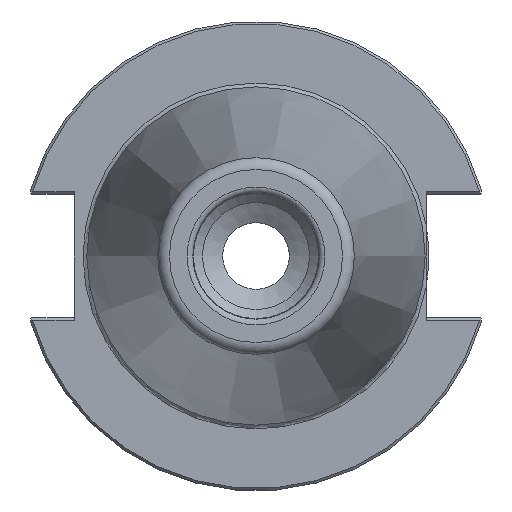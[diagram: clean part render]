
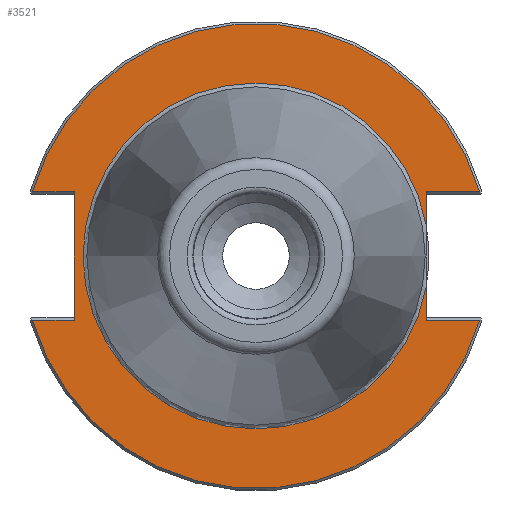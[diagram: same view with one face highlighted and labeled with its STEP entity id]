
A CAD part, left-side view. The second image highlights one B-rep face of the part: STEP entity #3521.
In plain terms, the highlighted planar face has unit normal (-1, 0, 0).
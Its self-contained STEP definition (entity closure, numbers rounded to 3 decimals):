
#189=PLANE('',#3861);
#322=FACE_OUTER_BOUND('',#523,.T.);
#523=EDGE_LOOP('',(#2830,#2831,#2832,#2833,#2834,#2835,#2836,#2837,#2838,
#2839,#2840));
#727=CIRCLE('',#3812,35.9);
#729=CIRCLE('',#3814,35.9);
#746=CIRCLE('',#3855,48.25);
#748=CIRCLE('',#3862,48.25);
#910=LINE('',#5947,#1125);
#912=LINE('',#5950,#1127);
#920=LINE('',#5968,#1135);
#933=LINE('',#6024,#1148);
#936=LINE('',#6031,#1151);
#945=LINE('',#6100,#1160);
#948=LINE('',#6124,#1163);
#1125=VECTOR('',#4514,10.);
#1127=VECTOR('',#4516,10.);
#1135=VECTOR('',#4528,10.);
#1148=VECTOR('',#4563,10.);
#1151=VECTOR('',#4568,10.);
#1160=VECTOR('',#4599,10.);
#1163=VECTOR('',#4612,10.);
#1484=VERTEX_POINT('',#5835);
#1485=VERTEX_POINT('',#5837);
#1486=VERTEX_POINT('',#5839);
#1510=VERTEX_POINT('',#5945);
#1511=VERTEX_POINT('',#5949);
#1518=VERTEX_POINT('',#5965);
#1519=VERTEX_POINT('',#5967);
#1533=VERTEX_POINT('',#6020);
#1536=VERTEX_POINT('',#6030);
#1548=VERTEX_POINT('',#6092);
#1553=VERTEX_POINT('',#6123);
#1923=EDGE_CURVE('',#1485,#1484,#727,.T.);
#1925=EDGE_CURVE('',#1484,#1486,#729,.T.);
#1954=EDGE_CURVE('',#1486,#1510,#910,.T.);
#1956=EDGE_CURVE('',#1511,#1485,#912,.T.);
#1964=EDGE_CURVE('',#1519,#1518,#920,.T.);
#1987=EDGE_CURVE('',#1533,#1518,#933,.T.);
#1990=EDGE_CURVE('',#1519,#1536,#936,.T.);
#2011=EDGE_CURVE('',#1536,#1548,#746,.T.);
#2014=EDGE_CURVE('',#1548,#1510,#945,.T.);
#2022=EDGE_CURVE('',#1511,#1553,#948,.T.);
#2023=EDGE_CURVE('',#1553,#1533,#748,.T.);
#2830=ORIENTED_EDGE('',*,*,#2022,.F.);
#2831=ORIENTED_EDGE('',*,*,#1956,.T.);
#2832=ORIENTED_EDGE('',*,*,#1923,.T.);
#2833=ORIENTED_EDGE('',*,*,#1925,.T.);
#2834=ORIENTED_EDGE('',*,*,#1954,.T.);
#2835=ORIENTED_EDGE('',*,*,#2014,.F.);
#2836=ORIENTED_EDGE('',*,*,#2011,.F.);
#2837=ORIENTED_EDGE('',*,*,#1990,.F.);
#2838=ORIENTED_EDGE('',*,*,#1964,.T.);
#2839=ORIENTED_EDGE('',*,*,#1987,.F.);
#2840=ORIENTED_EDGE('',*,*,#2023,.F.);
#3521=ADVANCED_FACE('',(#322),#189,.T.);
#3812=AXIS2_PLACEMENT_3D('',#5838,#4465,#4466);
#3814=AXIS2_PLACEMENT_3D('',#5841,#4469,#4470);
#3855=AXIS2_PLACEMENT_3D('',#6093,#4594,#4595);
#3861=AXIS2_PLACEMENT_3D('',#6122,#4610,#4611);
#3862=AXIS2_PLACEMENT_3D('',#6125,#4613,#4614);
#4465=DIRECTION('center_axis',(1.,0.,0.));
#4466=DIRECTION('ref_axis',(0.,0.,-1.));
#4469=DIRECTION('center_axis',(1.,0.,0.));
#4470=DIRECTION('ref_axis',(0.,0.,-1.));
#4514=DIRECTION('',(0.,0.,1.));
#4516=DIRECTION('',(0.,0.,1.));
#4528=DIRECTION('',(0.,0.,-1.));
#4563=DIRECTION('',(0.,-1.,0.));
#4568=DIRECTION('',(0.,1.,0.));
#4594=DIRECTION('center_axis',(1.,0.,0.));
#4595=DIRECTION('ref_axis',(0.,0.,-1.));
#4599=DIRECTION('',(0.,1.,0.));
#4610=DIRECTION('center_axis',(-1.,0.,0.));
#4611=DIRECTION('ref_axis',(0.,0.,1.));
#4612=DIRECTION('',(0.,-1.,0.));
#4613=DIRECTION('center_axis',(1.,0.,0.));
#4614=DIRECTION('ref_axis',(0.,0.,-1.));
#5835=CARTESIAN_POINT('',(3.175,0.,35.9));
#5837=CARTESIAN_POINT('',(3.175,-35.3,-6.536));
#5838=CARTESIAN_POINT('Origin',(3.175,0.,
0.));
#5839=CARTESIAN_POINT('',(3.175,-35.3,6.536));
#5841=CARTESIAN_POINT('Origin',(3.175,0.,
0.));
#5945=CARTESIAN_POINT('',(3.175,-35.3,13.325));
#5947=CARTESIAN_POINT('',(3.175,-35.3,-6.413));
#5949=CARTESIAN_POINT('',(3.175,-35.3,-13.325));
#5950=CARTESIAN_POINT('',(3.175,-35.3,-6.413));
#5965=CARTESIAN_POINT('',(3.175,37.7,-13.325));
#5967=CARTESIAN_POINT('',(3.175,37.7,13.325));
#5968=CARTESIAN_POINT('',(3.175,37.7,6.413));
#6020=CARTESIAN_POINT('',(3.175,46.373,-13.325));
#6024=CARTESIAN_POINT('',(3.175,42.975,-13.325));
#6030=CARTESIAN_POINT('',(3.175,46.373,13.325));
#6031=CARTESIAN_POINT('',(3.175,61.395,13.325));
#6092=CARTESIAN_POINT('',(3.175,-46.373,13.325));
#6093=CARTESIAN_POINT('Origin',(3.175,0.,
0.));
#6100=CARTESIAN_POINT('',(3.175,6.475,13.325));
#6122=CARTESIAN_POINT('Origin',(3.175,48.25,0.));
#6123=CARTESIAN_POINT('',(3.175,-46.373,-13.325));
#6124=CARTESIAN_POINT('',(3.175,-13.707,-13.325));
#6125=CARTESIAN_POINT('Origin',(3.175,0.,
0.));
